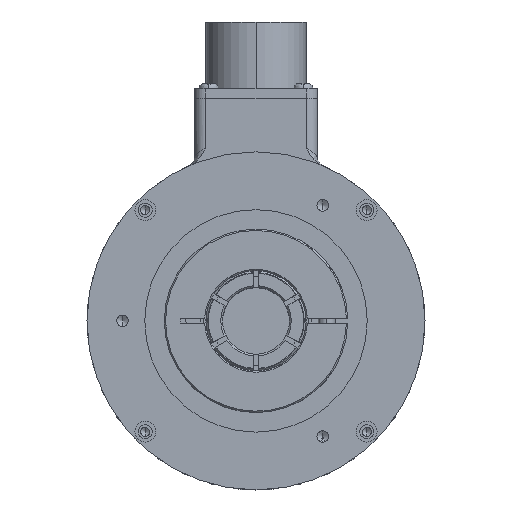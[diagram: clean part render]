
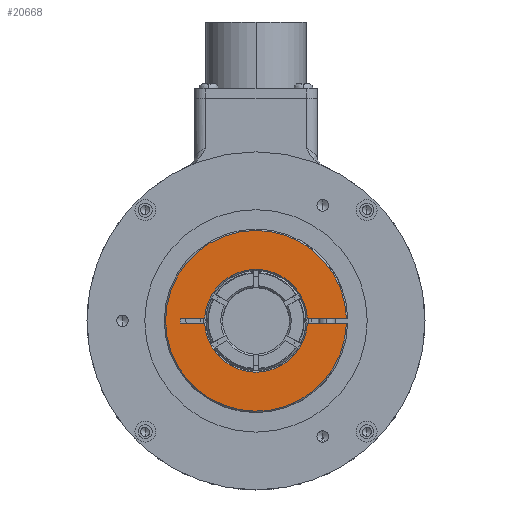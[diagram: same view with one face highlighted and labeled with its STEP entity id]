
A CAD part, top view. The second image highlights one B-rep face of the part: STEP entity #20668.
In plain terms, the highlighted planar face has unit normal (0, 0, 1).
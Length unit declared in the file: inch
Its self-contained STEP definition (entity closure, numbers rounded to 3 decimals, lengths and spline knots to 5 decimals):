
#610 = ORIENTED_EDGE ( 'NONE', *, *, #21658, .T. ) ;
#1072 = CARTESIAN_POINT ( 'NONE',  ( 0.57672, -0.03, 0.844 ) ) ;
#1178 = VERTEX_POINT ( 'NONE', #14233 ) ;
#1566 = DIRECTION ( 'NONE',  ( 0., 0., -1. ) ) ;
#1790 = AXIS2_PLACEMENT_3D ( 'NONE', #18485, #14385, #3739 ) ;
#2047 = CARTESIAN_POINT ( 'NONE',  ( 0.57672, 0.03, 0.844 ) ) ;
#2223 = AXIS2_PLACEMENT_3D ( 'NONE', #20594, #14796, #24593 ) ;
#3662 = EDGE_CURVE ( 'NONE', #26558, #1178, #20813, .T. ) ;
#3739 = DIRECTION ( 'NONE',  ( 0., -1., 0. ) ) ;
#3930 = CARTESIAN_POINT ( 'NONE',  ( -0.5617, 0.03, 0.844 ) ) ;
#4555 = EDGE_LOOP ( 'NONE', ( #610, #8735, #12786, #10383, #21224, #20293, #21238, #23302, #9348 ) ) ;
#4686 = CARTESIAN_POINT ( 'NONE',  ( 1.01556, -0.03, 0.844 ) ) ;
#5317 = CARTESIAN_POINT ( 'NONE',  ( 0., 0., 0.844 ) ) ;
#5587 = CARTESIAN_POINT ( 'NONE',  ( -0.57672, -0.03, 0.844 ) ) ;
#5874 = DIRECTION ( 'NONE',  ( 1., 0., 0. ) ) ;
#5889 = CIRCLE ( 'NONE', #14110, 0.5775 ) ;
#6287 = EDGE_CURVE ( 'NONE', #19761, #16879, #15522, .T. ) ;
#6590 = LINE ( 'NONE', #13898, #10176 ) ;
#6802 = DIRECTION ( 'NONE',  ( -1., 0., 0. ) ) ;
#7123 = CARTESIAN_POINT ( 'NONE',  ( 1.01556, 0.03, 0.844 ) ) ;
#7194 = CARTESIAN_POINT ( 'NONE',  ( -0.85, -0.03, 0.844 ) ) ;
#7438 = VECTOR ( 'NONE', #6802, 39.37008 ) ;
#8189 = DIRECTION ( 'NONE',  ( -1., 0., 0. ) ) ;
#8735 = ORIENTED_EDGE ( 'NONE', *, *, #12891, .F. ) ;
#9348 = ORIENTED_EDGE ( 'NONE', *, *, #10547, .T. ) ;
#9380 = DIRECTION ( 'NONE',  ( -1., 0., 0. ) ) ;
#10143 = PLANE ( 'NONE',  #1790 ) ;
#10176 = VECTOR ( 'NONE', #9380, 39.37008 ) ;
#10383 = ORIENTED_EDGE ( 'NONE', *, *, #6287, .T. ) ;
#10547 = EDGE_CURVE ( 'NONE', #25725, #11085, #5889, .T. ) ;
#11085 = VERTEX_POINT ( 'NONE', #2047 ) ;
#11315 = VERTEX_POINT ( 'NONE', #7123 ) ;
#11723 = CARTESIAN_POINT ( 'NONE',  ( 1.03056, 0.03, 0.844 ) ) ;
#11767 = CARTESIAN_POINT ( 'NONE',  ( 0., 0., 0.844 ) ) ;
#12786 = ORIENTED_EDGE ( 'NONE', *, *, #23252, .F. ) ;
#12891 = EDGE_CURVE ( 'NONE', #21481, #11315, #13242, .T. ) ;
#13227 = LINE ( 'NONE', #3930, #25344 ) ;
#13242 = CIRCLE ( 'NONE', #16407, 1.016 ) ;
#13848 = DIRECTION ( 'NONE',  ( 0., 0., -1. ) ) ;
#13898 = CARTESIAN_POINT ( 'NONE',  ( -0.5617, -0.03, 0.844 ) ) ;
#14110 = AXIS2_PLACEMENT_3D ( 'NONE', #26257, #16137, #16030 ) ;
#14233 = CARTESIAN_POINT ( 'NONE',  ( -0.85, 0.03, 0.844 ) ) ;
#14330 = AXIS2_PLACEMENT_3D ( 'NONE', #5317, #1566, #17733 ) ;
#14343 = EDGE_CURVE ( 'NONE', #1178, #25725, #13227, .T. ) ;
#14385 = DIRECTION ( 'NONE',  ( 0., 0., -1. ) ) ;
#14796 = DIRECTION ( 'NONE',  ( 0., 0., -1. ) ) ;
#15153 = CARTESIAN_POINT ( 'NONE',  ( -1.016, 0., 0.844 ) ) ;
#15319 = FACE_OUTER_BOUND ( 'NONE', #4555, .T. ) ;
#15522 = LINE ( 'NONE', #19287, #7438 ) ;
#16030 = DIRECTION ( 'NONE',  ( 1., 0., 0. ) ) ;
#16137 = DIRECTION ( 'NONE',  ( 0., 0., -1. ) ) ;
#16407 = AXIS2_PLACEMENT_3D ( 'NONE', #11767, #13848, #23998 ) ;
#16579 = CARTESIAN_POINT ( 'NONE',  ( 0., 0., 0.844 ) ) ;
#16879 = VERTEX_POINT ( 'NONE', #1072 ) ;
#17397 = EDGE_CURVE ( 'NONE', #26181, #26558, #6590, .T. ) ;
#17733 = DIRECTION ( 'NONE',  ( 1., 0., 0. ) ) ;
#18134 = VECTOR ( 'NONE', #20194, 39.37008 ) ;
#18485 = CARTESIAN_POINT ( 'NONE',  ( 0., 0., 0.844 ) ) ;
#19280 = CIRCLE ( 'NONE', #14330, 0.5775 ) ;
#19287 = CARTESIAN_POINT ( 'NONE',  ( 1.03056, -0.03, 0.844 ) ) ;
#19761 = VERTEX_POINT ( 'NONE', #4686 ) ;
#20076 = AXIS2_PLACEMENT_3D ( 'NONE', #16579, #22431, #8189 ) ;
#20194 = DIRECTION ( 'NONE',  ( 1., 0., 0. ) ) ;
#20293 = ORIENTED_EDGE ( 'NONE', *, *, #17397, .T. ) ;
#20594 = CARTESIAN_POINT ( 'NONE',  ( 0., 0., 0.844 ) ) ;
#20668 = ADVANCED_FACE ( 'NONE', ( #15319 ), #10143, .F. ) ;
#20813 = CIRCLE ( 'NONE', #2223, 0.85053 ) ;
#21224 = ORIENTED_EDGE ( 'NONE', *, *, #24855, .T. ) ;
#21238 = ORIENTED_EDGE ( 'NONE', *, *, #3662, .T. ) ;
#21481 = VERTEX_POINT ( 'NONE', #15153 ) ;
#21641 = LINE ( 'NONE', #11723, #18134 ) ;
#21658 = EDGE_CURVE ( 'NONE', #11085, #11315, #21641, .T. ) ;
#21885 = CARTESIAN_POINT ( 'NONE',  ( -0.57672, 0.03, 0.844 ) ) ;
#22431 = DIRECTION ( 'NONE',  ( 0., 0., -1. ) ) ;
#23252 = EDGE_CURVE ( 'NONE', #19761, #21481, #23812, .T. ) ;
#23302 = ORIENTED_EDGE ( 'NONE', *, *, #14343, .T. ) ;
#23812 = CIRCLE ( 'NONE', #20076, 1.016 ) ;
#23998 = DIRECTION ( 'NONE',  ( -1., 0., 0. ) ) ;
#24593 = DIRECTION ( 'NONE',  ( 0., -1., 0. ) ) ;
#24855 = EDGE_CURVE ( 'NONE', #16879, #26181, #19280, .T. ) ;
#25344 = VECTOR ( 'NONE', #5874, 39.37008 ) ;
#25725 = VERTEX_POINT ( 'NONE', #21885 ) ;
#26181 = VERTEX_POINT ( 'NONE', #5587 ) ;
#26257 = CARTESIAN_POINT ( 'NONE',  ( 0., 0., 0.844 ) ) ;
#26558 = VERTEX_POINT ( 'NONE', #7194 ) ;
